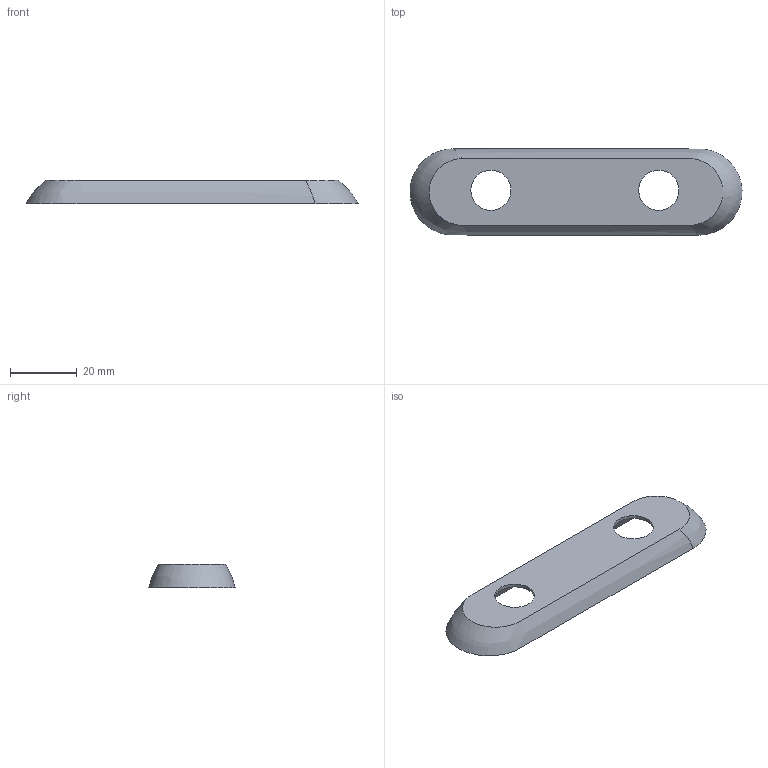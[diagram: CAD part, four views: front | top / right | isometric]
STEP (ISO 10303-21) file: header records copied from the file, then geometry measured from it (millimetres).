
FILE_DESCRIPTION (( 'STEP AP214' ), '1' );
FILE_NAME ('D430零件2—未来7100Pro尼龙黑色.STEP', '2025-10-28T03:31:36', ( '' ), ( '' ), 'SwSTEP 2.0', 'SolidWorks 2022', '' );
FILE_SCHEMA (( 'AUTOMOTIVE_DESIGN' ));
Length unit declared in the file: millimetre
Products named in the file (1): D430零件2—未来7100Pro尼龙黑色
Bounding box: 99.45 x 25.82 x 7 mm (x, y, z)
Volume: 4720.2 mm3; surface area: 6482.4 mm2
Topology: 1 solids, 1 shells, 27 faces, 64 edges, 42 vertices
Faces by surface type: cylinder 12, plane 7, torus 4, bspline 4
Entity records: 6677 total; most frequent: CARTESIAN_POINT 6017, DIRECTION 130, ORIENTED_EDGE 128, EDGE_CURVE 64, AXIS2_PLACEMENT_3D 58, VERTEX_POINT 42, CIRCLE 34, EDGE_LOOP 34
